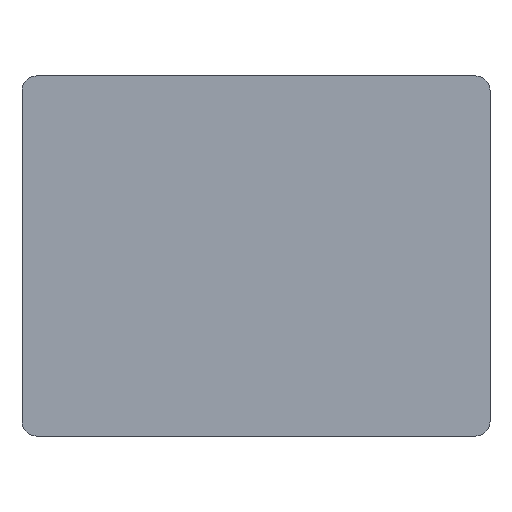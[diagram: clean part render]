
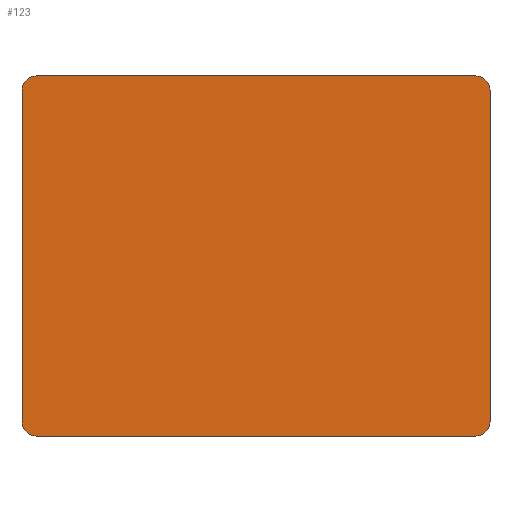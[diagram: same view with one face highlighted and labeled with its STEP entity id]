
A CAD part, left-side view. The second image highlights one B-rep face of the part: STEP entity #123.
In plain terms, the highlighted planar face has unit normal (-1, 0, 0).
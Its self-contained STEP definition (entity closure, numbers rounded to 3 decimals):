
#22 = VERTEX_POINT('',#23);
#23 = CARTESIAN_POINT('',(-2.,-65.,-46.));
#40 = VERTEX_POINT('',#41);
#41 = CARTESIAN_POINT('',(-2.,-65.,46.));
#47 = EDGE_CURVE('',#22,#40,#48,.T.);
#48 = LINE('',#49,#50);
#49 = CARTESIAN_POINT('',(-2.,-65.,-46.));
#50 = VECTOR('',#51,1.);
#51 = DIRECTION('',(0.,0.,1.));
#72 = VERTEX_POINT('',#73);
#73 = CARTESIAN_POINT('',(-2.,-61.,-50.));
#79 = EDGE_CURVE('',#22,#72,#80,.T.);
#80 = CIRCLE('',#81,4.);
#81 = AXIS2_PLACEMENT_3D('',#82,#83,#84);
#82 = CARTESIAN_POINT('',(-2.,-61.,-46.));
#83 = DIRECTION('',(1.,0.,0.));
#84 = DIRECTION('',(0.,1.,0.));
#95 = VERTEX_POINT('',#96);
#96 = CARTESIAN_POINT('',(-2.,-61.,50.));
#112 = EDGE_CURVE('',#95,#40,#113,.T.);
#113 = CIRCLE('',#114,4.);
#114 = AXIS2_PLACEMENT_3D('',#115,#116,#117);
#115 = CARTESIAN_POINT('',(-2.,-61.,46.));
#116 = DIRECTION('',(1.,0.,0.));
#117 = DIRECTION('',(0.,1.,0.));
#123 = ADVANCED_FACE('',(#124),#169,.T.);
#124 = FACE_BOUND('',#125,.T.);
#125 = EDGE_LOOP('',(#126,#127,#128,#136,#145,#153,#162,#168));
#126 = ORIENTED_EDGE('',*,*,#47,.T.);
#127 = ORIENTED_EDGE('',*,*,#112,.F.);
#128 = ORIENTED_EDGE('',*,*,#129,.T.);
#129 = EDGE_CURVE('',#95,#130,#132,.T.);
#130 = VERTEX_POINT('',#131);
#131 = CARTESIAN_POINT('',(-2.,61.,50.));
#132 = LINE('',#133,#134);
#133 = CARTESIAN_POINT('',(-2.,-61.,50.));
#134 = VECTOR('',#135,1.);
#135 = DIRECTION('',(0.,1.,0.));
#136 = ORIENTED_EDGE('',*,*,#137,.F.);
#137 = EDGE_CURVE('',#138,#130,#140,.T.);
#138 = VERTEX_POINT('',#139);
#139 = CARTESIAN_POINT('',(-2.,65.,46.));
#140 = CIRCLE('',#141,4.);
#141 = AXIS2_PLACEMENT_3D('',#142,#143,#144);
#142 = CARTESIAN_POINT('',(-2.,61.,46.));
#143 = DIRECTION('',(1.,0.,0.));
#144 = DIRECTION('',(0.,1.,0.));
#145 = ORIENTED_EDGE('',*,*,#146,.T.);
#146 = EDGE_CURVE('',#138,#147,#149,.T.);
#147 = VERTEX_POINT('',#148);
#148 = CARTESIAN_POINT('',(-2.,65.,-46.));
#149 = LINE('',#150,#151);
#150 = CARTESIAN_POINT('',(-2.,65.,46.));
#151 = VECTOR('',#152,1.);
#152 = DIRECTION('',(0.,0.,-1.));
#153 = ORIENTED_EDGE('',*,*,#154,.F.);
#154 = EDGE_CURVE('',#155,#147,#157,.T.);
#155 = VERTEX_POINT('',#156);
#156 = CARTESIAN_POINT('',(-2.,61.,-50.));
#157 = CIRCLE('',#158,4.);
#158 = AXIS2_PLACEMENT_3D('',#159,#160,#161);
#159 = CARTESIAN_POINT('',(-2.,61.,-46.));
#160 = DIRECTION('',(1.,0.,0.));
#161 = DIRECTION('',(0.,1.,0.));
#162 = ORIENTED_EDGE('',*,*,#163,.T.);
#163 = EDGE_CURVE('',#155,#72,#164,.T.);
#164 = LINE('',#165,#166);
#165 = CARTESIAN_POINT('',(-2.,61.,-50.));
#166 = VECTOR('',#167,1.);
#167 = DIRECTION('',(0.,-1.,0.));
#168 = ORIENTED_EDGE('',*,*,#79,.F.);
#169 = PLANE('',#170);
#170 = AXIS2_PLACEMENT_3D('',#171,#172,#173);
#171 = CARTESIAN_POINT('',(-2.,0.,0.));
#172 = DIRECTION('',(-1.,0.,0.));
#173 = DIRECTION('',(0.,0.,-1.));
